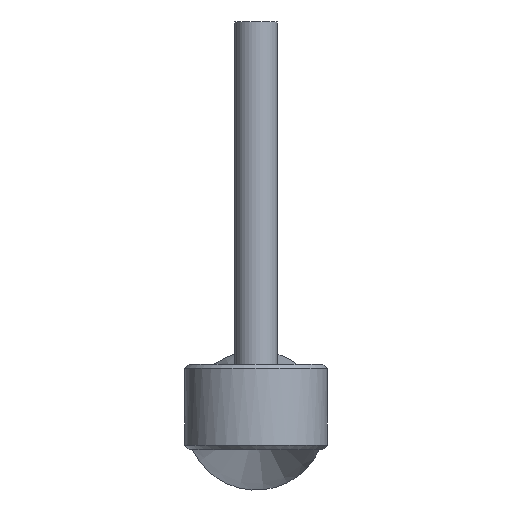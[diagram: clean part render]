
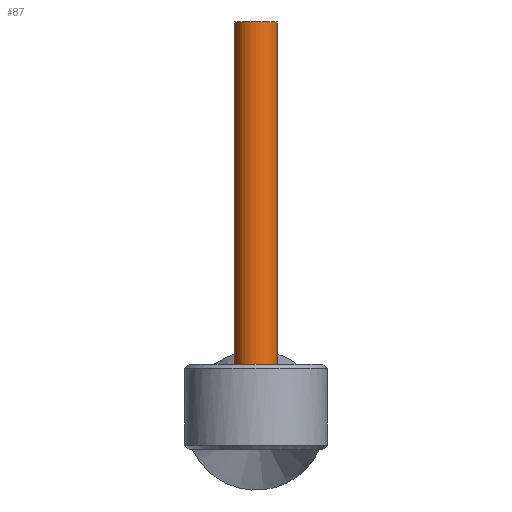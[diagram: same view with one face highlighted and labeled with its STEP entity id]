
A CAD part, left-side view. The second image highlights one B-rep face of the part: STEP entity #87.
In plain terms, the highlighted cylindrical face has radius 1.5 mm (diameter 3 mm), a full revolution.
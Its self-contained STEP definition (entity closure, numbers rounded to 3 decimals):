
#87 = ADVANCED_FACE( '', ( #212, #213 ), #214, .T. );
#212 = FACE_OUTER_BOUND( '', #396, .T. );
#213 = FACE_OUTER_BOUND( '', #397, .T. );
#214 = CYLINDRICAL_SURFACE( '', #398, 1.5 );
#396 = EDGE_LOOP( '', ( #605 ) );
#397 = EDGE_LOOP( '', ( #606 ) );
#398 = AXIS2_PLACEMENT_3D( '', #607, #608, #609 );
#605 = ORIENTED_EDGE( '', *, *, #940, .T. );
#606 = ORIENTED_EDGE( '', *, *, #941, .F. );
#607 = CARTESIAN_POINT( '', ( 0., 0., 205.957 ) );
#608 = DIRECTION( '', ( 0., 0., 1. ) );
#609 = DIRECTION( '', ( -1., 0., 0. ) );
#940 = EDGE_CURVE( '', #1094, #1094, #1095, .T. );
#941 = EDGE_CURVE( '', #1096, #1096, #1097, .T. );
#1094 = VERTEX_POINT( '', #1313 );
#1095 = CIRCLE( '', #1314, 1.5 );
#1096 = VERTEX_POINT( '', #1315 );
#1097 = CIRCLE( '', #1316, 1.5 );
#1313 = CARTESIAN_POINT( '', ( 1.5, 0., 6. ) );
#1314 = AXIS2_PLACEMENT_3D( '', #1612, #1613, #1614 );
#1315 = CARTESIAN_POINT( '', ( 1.5, 0., 30. ) );
#1316 = AXIS2_PLACEMENT_3D( '', #1615, #1616, #1617 );
#1612 = CARTESIAN_POINT( '', ( 0., 0., 6. ) );
#1613 = DIRECTION( '', ( 0., 0., 1. ) );
#1614 = DIRECTION( '', ( 1., 0., 0. ) );
#1615 = CARTESIAN_POINT( '', ( 0., 0., 30. ) );
#1616 = DIRECTION( '', ( 0., 0., 1. ) );
#1617 = DIRECTION( '', ( 1., 0., 0. ) );
